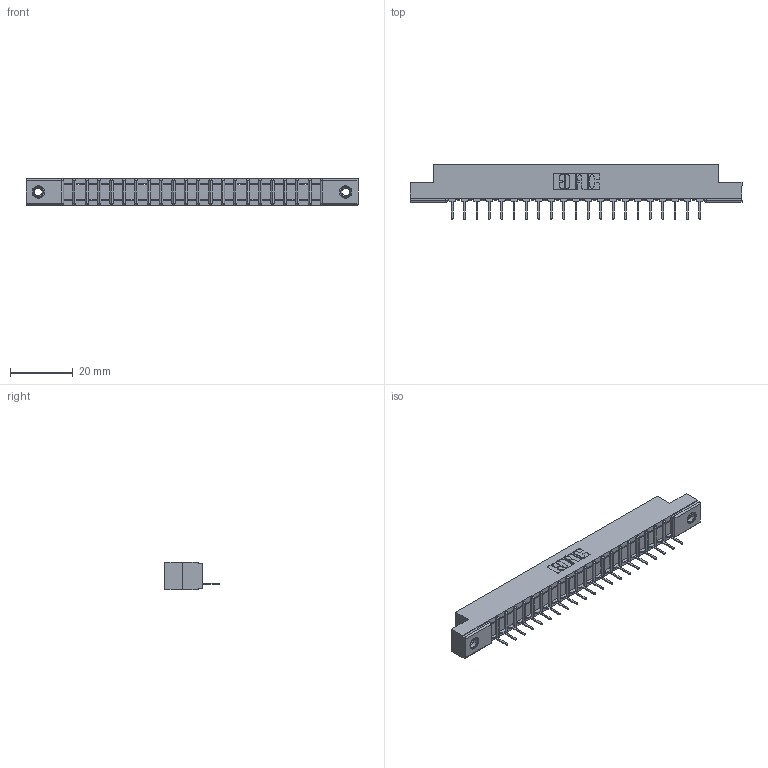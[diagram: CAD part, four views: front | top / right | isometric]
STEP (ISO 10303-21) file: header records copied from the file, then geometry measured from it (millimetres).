
FILE_DESCRIPTION (( 'STEP AP203' ), '1' );
FILE_NAME ('307-021-431-107.STEP', '2020-09-27T03:47:37', ( '' ), ( '' ), 'SwSTEP 2.0', 'SolidWorks 2020', '' );
FILE_SCHEMA (( 'CONFIG_CONTROL_DESIGN' ));
Length unit declared in the file: inch
Products named in the file (4): 307-021-431-107; 307 Part_.156 Dia Mounting Holes; 345-250-001_345-250-005-103; 307-290-001_531
Assembly tree (24 placements, depth 2):
  307-021-431-107
    307 Part_.156 Dia Mounting Holes
    307-290-001_531  x21
    345-250-001_345-250-005-103  x2
Bounding box: 106.22 x 17.42 x 8.71 mm (x, y, z)
Volume: 6657 mm3; surface area: 10108.6 mm2
Topology: 24 solids, 24 shells, 1376 faces, 3861 edges, 2478 vertices
Faces by surface type: plane 879, cylinder 437, sphere 44, cone 12, torus 4
Entity records: 21745 total; most frequent: CARTESIAN_POINT 3635, ORIENTED_EDGE 3614, DIRECTION 3557, EDGE_CURVE 1807, LINE 1377, VECTOR 1377, VERTEX_POINT 1168, AXIS2_PLACEMENT_3D 1090
